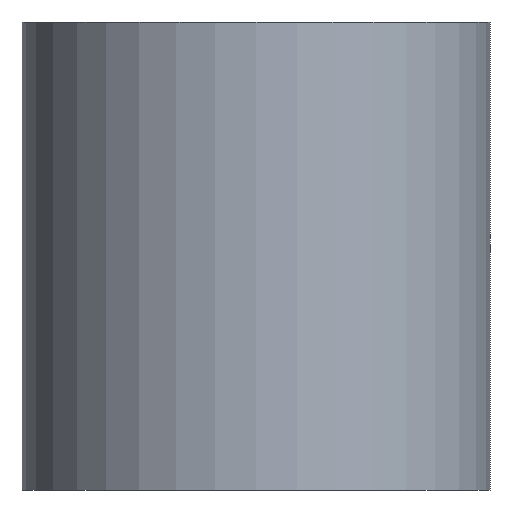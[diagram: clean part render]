
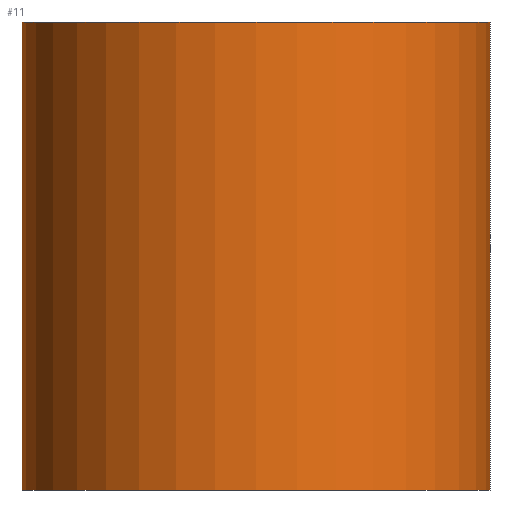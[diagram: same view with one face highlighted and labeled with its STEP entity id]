
A CAD part, front view. The second image highlights one B-rep face of the part: STEP entity #11.
In plain terms, the highlighted cylindrical face has radius 6.35 mm (diameter 12.7 mm), a partial arc.
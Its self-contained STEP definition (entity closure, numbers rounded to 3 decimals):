
#8 = ORIENTED_EDGE ( 'NONE', *, *, #55, .F. ) ;
#9 = ORIENTED_EDGE ( 'NONE', *, *, #64, .F. ) ;
#11 = ADVANCED_FACE ( 'NONE', ( #97 ), #111, .T. ) ;
#15 = EDGE_CURVE ( 'NONE', #66, #59, #35, .T. ) ;
#16 = EDGE_LOOP ( 'NONE', ( #9, #8, #69, #24 ) ) ;
#24 = ORIENTED_EDGE ( 'NONE', *, *, #15, .T. ) ;
#35 = CIRCLE ( 'NONE', #36, 6.35 ) ;
#36 = AXIS2_PLACEMENT_3D ( 'NONE', #39, #38, #37 ) ;
#37 = DIRECTION ( 'NONE',  ( 1., 0., 0. ) ) ;
#38 = DIRECTION ( 'NONE',  ( 0., 0., 1. ) ) ;
#39 = CARTESIAN_POINT ( 'NONE',  ( 0., 0., 0. ) ) ;
#55 = EDGE_CURVE ( 'NONE', #68, #65, #150, .T. ) ;
#59 = VERTEX_POINT ( 'NONE', #123 ) ;
#61 = EDGE_CURVE ( 'NONE', #68, #66, #127, .T. ) ;
#64 = EDGE_CURVE ( 'NONE', #65, #59, #163, .T. ) ;
#65 = VERTEX_POINT ( 'NONE', #159 ) ;
#66 = VERTEX_POINT ( 'NONE', #158 ) ;
#68 = VERTEX_POINT ( 'NONE', #168 ) ;
#69 = ORIENTED_EDGE ( 'NONE', *, *, #61, .T. ) ;
#97 = FACE_OUTER_BOUND ( 'NONE', #16, .T. ) ;
#101 = DIRECTION ( 'NONE',  ( 0., 0., -1. ) ) ;
#105 = DIRECTION ( 'NONE',  ( -1., 0., 0. ) ) ;
#109 = CARTESIAN_POINT ( 'NONE',  ( 0., 0., 12.7 ) ) ;
#110 = AXIS2_PLACEMENT_3D ( 'NONE', #109, #101, #105 ) ;
#111 = CYLINDRICAL_SURFACE ( 'NONE', #110, 6.35 ) ;
#123 = CARTESIAN_POINT ( 'NONE',  ( 6.35, 0., 0. ) ) ;
#125 = AXIS2_PLACEMENT_3D ( 'NONE', #152, #148, #146 ) ;
#127 = LINE ( 'NONE', #162, #142 ) ;
#133 = DIRECTION ( 'NONE',  ( 0., 0., -1. ) ) ;
#134 = VECTOR ( 'NONE', #133, 1000. ) ;
#135 = CARTESIAN_POINT ( 'NONE',  ( 6.35, 0., 12.7 ) ) ;
#142 = VECTOR ( 'NONE', #161, 1000. ) ;
#146 = DIRECTION ( 'NONE',  ( 1., 0., 0. ) ) ;
#148 = DIRECTION ( 'NONE',  ( 0., 0., 1. ) ) ;
#150 = CIRCLE ( 'NONE', #125, 6.35 ) ;
#152 = CARTESIAN_POINT ( 'NONE',  ( 0., 0., 12.7 ) ) ;
#158 = CARTESIAN_POINT ( 'NONE',  ( -6.35, 0., 0. ) ) ;
#159 = CARTESIAN_POINT ( 'NONE',  ( 6.35, 0., 12.7 ) ) ;
#161 = DIRECTION ( 'NONE',  ( 0., 0., -1. ) ) ;
#162 = CARTESIAN_POINT ( 'NONE',  ( -6.35, 0., 12.7 ) ) ;
#163 = LINE ( 'NONE', #135, #134 ) ;
#168 = CARTESIAN_POINT ( 'NONE',  ( -6.35, 0., 12.7 ) ) ;
